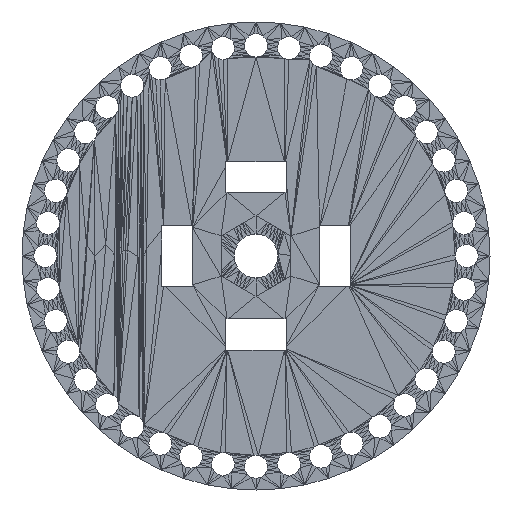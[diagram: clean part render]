
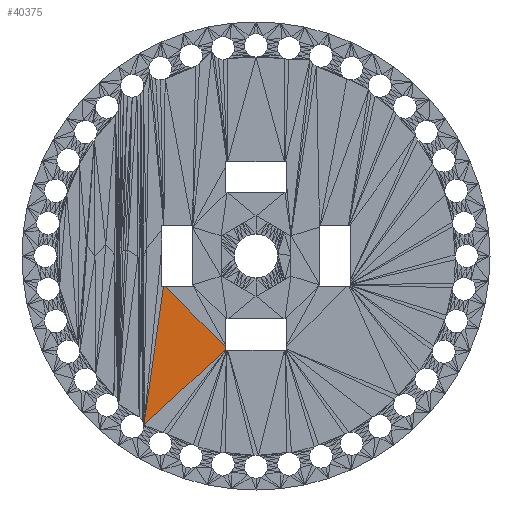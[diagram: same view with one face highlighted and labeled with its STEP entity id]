
A CAD part, left-side view. The second image highlights one B-rep face of the part: STEP entity #40375.
In plain terms, the highlighted planar face has unit normal (-1, 0, 0).
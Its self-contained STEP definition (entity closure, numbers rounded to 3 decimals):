
#2123=FACE_OUTER_BOUND('',#5486,.T.);
#5486=EDGE_LOOP('',(#31070,#31071,#31072,#31073,#31074));
#6788=LINE('',#57102,#12057);
#6856=LINE('',#57239,#12125);
#10394=LINE('',#64156,#15663);
#10619=LINE('',#64639,#15888);
#10631=LINE('',#64663,#15900);
#12057=VECTOR('',#45062,10.);
#12125=VECTOR('',#45138,10.);
#15663=VECTOR('',#52340,10.);
#15888=VECTOR('',#53081,10.);
#15900=VECTOR('',#53117,10.);
#17324=VERTEX_POINT('',#57099);
#17325=VERTEX_POINT('',#57101);
#17389=VERTEX_POINT('',#57236);
#17390=VERTEX_POINT('',#57238);
#18433=VERTEX_POINT('',#61244);
#19144=EDGE_CURVE('',#17325,#17324,#6788,.T.);
#19212=EDGE_CURVE('',#17390,#17389,#6856,.T.);
#22750=EDGE_CURVE('',#17324,#18433,#10394,.T.);
#22975=EDGE_CURVE('',#17390,#18433,#10619,.T.);
#22987=EDGE_CURVE('',#17389,#17325,#10631,.T.);
#31070=ORIENTED_EDGE('',*,*,#19144,.T.);
#31071=ORIENTED_EDGE('',*,*,#22750,.T.);
#31072=ORIENTED_EDGE('',*,*,#22975,.F.);
#31073=ORIENTED_EDGE('',*,*,#19212,.T.);
#31074=ORIENTED_EDGE('',*,*,#22987,.T.);
#37012=PLANE('',#43752);
#40375=ADVANCED_FACE('',(#2123),#37012,.T.);
#43752=AXIS2_PLACEMENT_3D('',#64662,#53115,#53116);
#45062=DIRECTION('',(0.,1.,0.));
#45138=DIRECTION('',(0.,0.,1.));
#52340=DIRECTION('',(0.,0.141,-0.99));
#53081=DIRECTION('',(0.,0.734,-0.679));
#53115=DIRECTION('center_axis',(-1.,0.,0.));
#53116=DIRECTION('ref_axis',(0.,0.,1.));
#53117=DIRECTION('',(0.,0.707,0.707));
#57099=CARTESIAN_POINT('',(-37.4,9.499,-3.17));
#57101=CARTESIAN_POINT('',(-37.4,9.27,-3.17));
#57102=CARTESIAN_POINT('',(-37.4,6.32,-3.17));
#57236=CARTESIAN_POINT('',(-37.4,3.17,-9.27));
#57238=CARTESIAN_POINT('',(-37.4,3.17,-9.655));
#57239=CARTESIAN_POINT('',(-37.4,3.17,-7.96));
#61244=CARTESIAN_POINT('',(-37.4,11.529,-17.386));
#64156=CARTESIAN_POINT('',(-37.4,9.47,-2.97));
#64639=CARTESIAN_POINT('',(-37.4,2.97,-9.47));
#64662=CARTESIAN_POINT('Origin',(-37.4,2.97,-9.47));
#64663=CARTESIAN_POINT('',(-37.4,2.97,-9.47));
